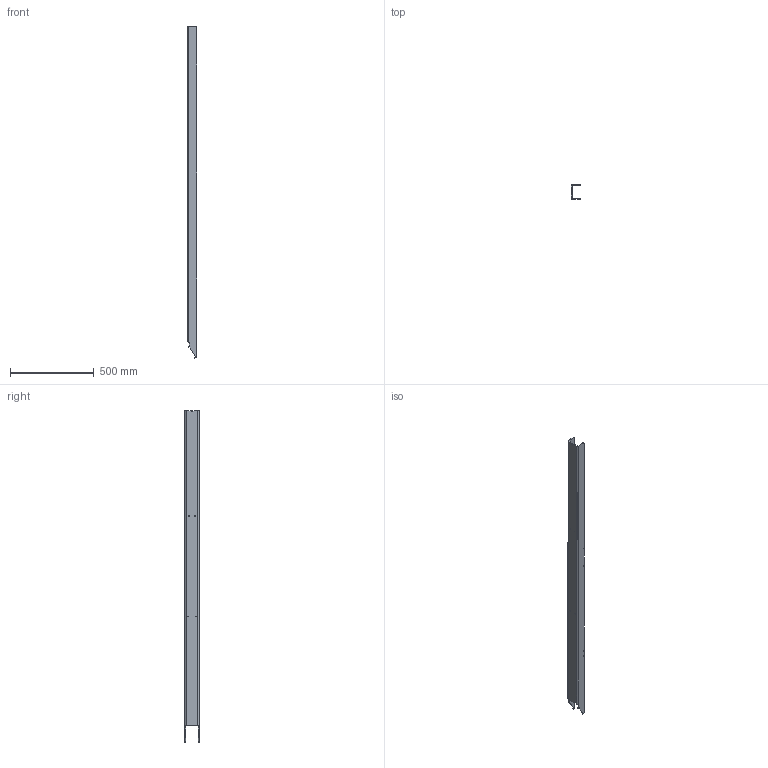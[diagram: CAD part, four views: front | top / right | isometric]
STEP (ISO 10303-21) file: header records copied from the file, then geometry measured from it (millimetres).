
FILE_DESCRIPTION (( 'STEP AP203' ), '1' );
FILE_NAME ('CV03-TR-11_REV_B.step', '2025-09-06T14:12:20', ( '' ), ( '' ), 'SwSTEP 2.0', 'SolidWorks 2024', '' );
FILE_SCHEMA (( 'CONFIG_CONTROL_DESIGN' ));
Length unit declared in the file: millimetre
Products named in the file (1): CV03-TR-11_REV_B
Bounding box: 55 x 85 x 1984.74 mm (x, y, z)
Volume: 1395276.3 mm3; surface area: 716018 mm2
Topology: 1 solids, 1 shells, 100 faces, 278 edges, 180 vertices
Faces by surface type: plane 71, cylinder 27, bspline 2
Entity records: 3447 total; most frequent: CARTESIAN_POINT 767, ORIENTED_EDGE 556, DIRECTION 522, EDGE_CURVE 278, VECTOR 216, LINE 216, VERTEX_POINT 180, AXIS2_PLACEMENT_3D 153
